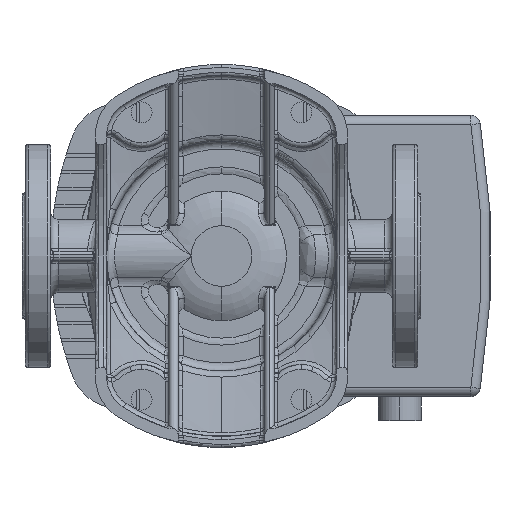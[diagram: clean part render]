
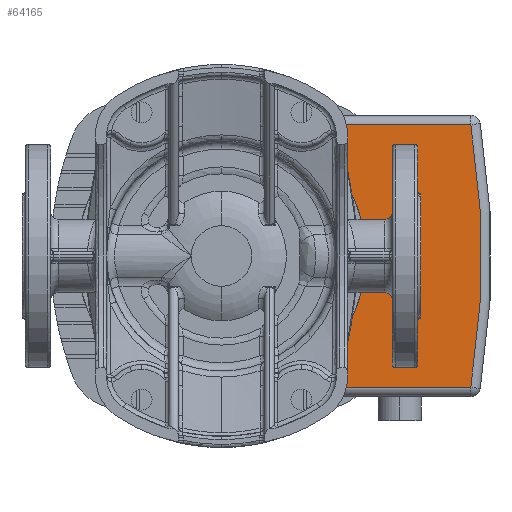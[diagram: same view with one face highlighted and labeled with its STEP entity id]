
A CAD part, front view. The second image highlights one B-rep face of the part: STEP entity #64165.
In plain terms, the highlighted face is planar.
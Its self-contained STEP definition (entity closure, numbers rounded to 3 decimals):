
#298 = ORIENTED_EDGE ( 'NONE', *, *, #31117, .T. ) ;
#319 = CARTESIAN_POINT ( 'NONE',  ( -65.926, 62., -113.5 ) ) ;
#1618 = AXIS2_PLACEMENT_3D ( 'NONE', #28204, #28886, #33383 ) ;
#3482 = CARTESIAN_POINT ( 'NONE',  ( 82.1, 156.227, -113.5 ) ) ;
#4302 = CARTESIAN_POINT ( 'NONE',  ( -107., 62., -113.5 ) ) ;
#4978 = DIRECTION ( 'NONE',  ( 1., 0., 0. ) ) ;
#6434 = ORIENTED_EDGE ( 'NONE', *, *, #56720, .T. ) ;
#6509 = VECTOR ( 'NONE', #29779, 1000. ) ;
#6725 = EDGE_CURVE ( 'NONE', #24634, #34253, #36686, .T. ) ;
#7325 = AXIS2_PLACEMENT_3D ( 'NONE', #62493, #31360, #30352 ) ;
#8432 = AXIS2_PLACEMENT_3D ( 'NONE', #11748, #21758, #10724 ) ;
#8911 = EDGE_CURVE ( 'NONE', #56582, #30052, #29142, .T. ) ;
#8944 = LINE ( 'NONE', #55891, #19167 ) ;
#9265 = ORIENTED_EDGE ( 'NONE', *, *, #6725, .T. ) ;
#9273 = DIRECTION ( 'NONE',  ( 1., 0., 0. ) ) ;
#9415 = CARTESIAN_POINT ( 'NONE',  ( 82.1, 64., -113.5 ) ) ;
#10263 = LINE ( 'NONE', #20284, #25681 ) ;
#10724 = DIRECTION ( 'NONE',  ( 0., -1., 0. ) ) ;
#11748 = CARTESIAN_POINT ( 'NONE',  ( 51.5, 107., -113.5 ) ) ;
#11771 = CARTESIAN_POINT ( 'NONE',  ( 0., 0., -113.5 ) ) ;
#13583 = DIRECTION ( 'NONE',  ( 0., 0., 1. ) ) ;
#14306 = ORIENTED_EDGE ( 'NONE', *, *, #8911, .T. ) ;
#14938 = VERTEX_POINT ( 'NONE', #319 ) ;
#15843 = VECTOR ( 'NONE', #55119, 1000. ) ;
#19167 = VECTOR ( 'NONE', #9273, 1000. ) ;
#20284 = CARTESIAN_POINT ( 'NONE',  ( -82.1, 107., -113.5 ) ) ;
#21076 = PLANE ( 'NONE',  #8432 ) ;
#21758 = DIRECTION ( 'NONE',  ( 0., 0., 1. ) ) ;
#23237 = CARTESIAN_POINT ( 'NONE',  ( -106.5, 0., -113.5 ) ) ;
#23578 = DIRECTION ( 'NONE',  ( 1., 0., 0. ) ) ;
#24634 = VERTEX_POINT ( 'NONE', #55735 ) ;
#25681 = VECTOR ( 'NONE', #67578, 1000. ) ;
#27408 = EDGE_CURVE ( 'NONE', #14938, #24634, #49694, .T. ) ;
#28147 = VERTEX_POINT ( 'NONE', #9415 ) ;
#28175 = EDGE_CURVE ( 'NONE', #56582, #60430, #50841, .T. ) ;
#28204 = CARTESIAN_POINT ( 'NONE',  ( 106.5, 0., -113.5 ) ) ;
#28743 = CARTESIAN_POINT ( 'NONE',  ( -82.1, 156.227, -113.5 ) ) ;
#28886 = DIRECTION ( 'NONE',  ( 0., 0., 1. ) ) ;
#29003 = ORIENTED_EDGE ( 'NONE', *, *, #40342, .T. ) ;
#29142 = CIRCLE ( 'NONE', #1618, 213.5 ) ;
#29779 = DIRECTION ( 'NONE',  ( 1., 0., 0. ) ) ;
#29792 = AXIS2_PLACEMENT_3D ( 'NONE', #11771, #64592, #42147 ) ;
#30052 = VERTEX_POINT ( 'NONE', #37071 ) ;
#30352 = DIRECTION ( 'NONE',  ( 0., -1., 0. ) ) ;
#31117 = EDGE_CURVE ( 'NONE', #34253, #64168, #54148, .T. ) ;
#31360 = DIRECTION ( 'NONE',  ( 0., 0., 1. ) ) ;
#33341 = LINE ( 'NONE', #43743, #15843 ) ;
#33383 = DIRECTION ( 'NONE',  ( 1., 0., 0. ) ) ;
#34253 = VERTEX_POINT ( 'NONE', #55060 ) ;
#35903 = CIRCLE ( 'NONE', #7325, 501. ) ;
#36497 = VECTOR ( 'NONE', #39445, 1000. ) ;
#36686 = LINE ( 'NONE', #4302, #62250 ) ;
#37071 = CARTESIAN_POINT ( 'NONE',  ( -97.799, 62., -113.5 ) ) ;
#39445 = DIRECTION ( 'NONE',  ( 1., 0., 0. ) ) ;
#40342 = EDGE_CURVE ( 'NONE', #43013, #66786, #35903, .T. ) ;
#41001 = CARTESIAN_POINT ( 'NONE',  ( -97.182, 64., -113.5 ) ) ;
#42125 = CARTESIAN_POINT ( 'NONE',  ( 97.182, 64., -113.5 ) ) ;
#42147 = DIRECTION ( 'NONE',  ( 1., 0., 0. ) ) ;
#43013 = VERTEX_POINT ( 'NONE', #3482 ) ;
#43743 = CARTESIAN_POINT ( 'NONE',  ( 82.1, 107., -113.5 ) ) ;
#43813 = EDGE_LOOP ( 'NONE', ( #61536, #6434, #29003, #54329, #48594, #14306, #57103, #46816, #9265, #298 ) ) ;
#44632 = CARTESIAN_POINT ( 'NONE',  ( -107., 64., -113.5 ) ) ;
#46241 = EDGE_CURVE ( 'NONE', #28147, #64168, #61599, .T. ) ;
#46816 = ORIENTED_EDGE ( 'NONE', *, *, #27408, .T. ) ;
#48594 = ORIENTED_EDGE ( 'NONE', *, *, #28175, .F. ) ;
#49694 = CIRCLE ( 'NONE', #29792, 90.5 ) ;
#49738 = AXIS2_PLACEMENT_3D ( 'NONE', #23237, #13583, #23578 ) ;
#50841 = LINE ( 'NONE', #44632, #36497 ) ;
#53299 = CARTESIAN_POINT ( 'NONE',  ( -82.1, 64., -113.5 ) ) ;
#54148 = CIRCLE ( 'NONE', #49738, 213.5 ) ;
#54329 = ORIENTED_EDGE ( 'NONE', *, *, #55804, .T. ) ;
#55060 = CARTESIAN_POINT ( 'NONE',  ( 97.799, 62., -113.5 ) ) ;
#55119 = DIRECTION ( 'NONE',  ( 0., 1., 0. ) ) ;
#55735 = CARTESIAN_POINT ( 'NONE',  ( 65.926, 62., -113.5 ) ) ;
#55804 = EDGE_CURVE ( 'NONE', #66786, #60430, #10263, .T. ) ;
#55891 = CARTESIAN_POINT ( 'NONE',  ( -107., 62., -113.5 ) ) ;
#56514 = EDGE_CURVE ( 'NONE', #30052, #14938, #8944, .T. ) ;
#56582 = VERTEX_POINT ( 'NONE', #41001 ) ;
#56720 = EDGE_CURVE ( 'NONE', #28147, #43013, #33341, .T. ) ;
#57103 = ORIENTED_EDGE ( 'NONE', *, *, #56514, .T. ) ;
#60430 = VERTEX_POINT ( 'NONE', #53299 ) ;
#61536 = ORIENTED_EDGE ( 'NONE', *, *, #46241, .F. ) ;
#61599 = LINE ( 'NONE', #67102, #6509 ) ;
#62250 = VECTOR ( 'NONE', #4978, 1000. ) ;
#62493 = CARTESIAN_POINT ( 'NONE',  ( 0., -338., -113.5 ) ) ;
#63888 = FACE_OUTER_BOUND ( 'NONE', #43813, .T. ) ;
#64165 = ADVANCED_FACE ( 'NONE', ( #63888 ), #21076, .T. ) ;
#64168 = VERTEX_POINT ( 'NONE', #42125 ) ;
#64592 = DIRECTION ( 'NONE',  ( 0., 0., -1. ) ) ;
#66786 = VERTEX_POINT ( 'NONE', #28743 ) ;
#67102 = CARTESIAN_POINT ( 'NONE',  ( -107., 64., -113.5 ) ) ;
#67578 = DIRECTION ( 'NONE',  ( 0., -1., 0. ) ) ;
